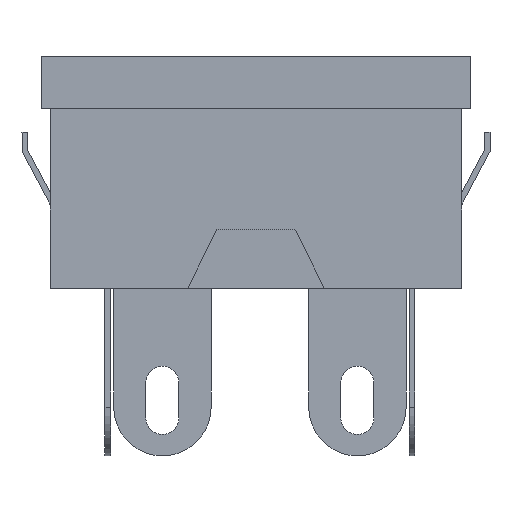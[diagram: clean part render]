
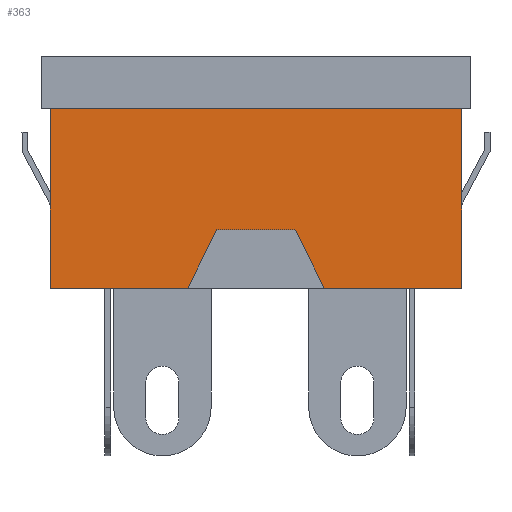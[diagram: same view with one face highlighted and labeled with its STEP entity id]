
A CAD part, front view. The second image highlights one B-rep face of the part: STEP entity #363.
In plain terms, the highlighted planar face has unit normal (0, -1, 0).
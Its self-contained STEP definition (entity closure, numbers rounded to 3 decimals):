
#66 = VERTEX_POINT ( 'NONE', #2592 ) ;
#184 = EDGE_CURVE ( 'NONE', #10136, #1694, #2852, .T. ) ;
#250 = EDGE_CURVE ( 'NONE', #9621, #66, #3008, .T. ) ;
#285 = ORIENTED_EDGE ( 'NONE', *, *, #313, .F. ) ;
#313 = EDGE_CURVE ( 'NONE', #7925, #567, #3094, .T. ) ;
#322 = ORIENTED_EDGE ( 'NONE', *, *, #184, .F. ) ;
#363 = ADVANCED_FACE ( 'NONE', ( #3162 ), #3163, .F. ) ;
#567 = VERTEX_POINT ( 'NONE', #3548 ) ;
#903 = EDGE_CURVE ( 'NONE', #10136, #3966, #4210, .T. ) ;
#923 = ORIENTED_EDGE ( 'NONE', *, *, #4155, .F. ) ;
#1530 = ORIENTED_EDGE ( 'NONE', *, *, #903, .T. ) ;
#1694 = VERTEX_POINT ( 'NONE', #5830 ) ;
#2070 = ORIENTED_EDGE ( 'NONE', *, *, #2100, .F. ) ;
#2100 = EDGE_CURVE ( 'NONE', #1694, #66, #6869, .T. ) ;
#2276 = ORIENTED_EDGE ( 'NONE', *, *, #250, .T. ) ;
#2418 = EDGE_CURVE ( 'NONE', #3848, #567, #9127, .T. ) ;
#2422 = ORIENTED_EDGE ( 'NONE', *, *, #2418, .T. ) ;
#2592 = CARTESIAN_POINT ( 'NONE',  ( -10.55, -12.75, 0. ) ) ;
#2852 = LINE ( 'NONE', #2853, #2854 ) ;
#2853 = CARTESIAN_POINT ( 'NONE',  ( 10.55, -12.75, -9.2 ) ) ;
#2854 = VECTOR ( 'NONE', #2855, 1000. ) ;
#2855 = DIRECTION ( 'NONE',  ( -1., 0., 0. ) ) ;
#3008 = LINE ( 'NONE', #3009, #3010 ) ;
#3009 = CARTESIAN_POINT ( 'NONE',  ( 10.55, -12.75, 0. ) ) ;
#3010 = VECTOR ( 'NONE', #3011, 1000. ) ;
#3011 = DIRECTION ( 'NONE',  ( -1., 0., 0. ) ) ;
#3094 = LINE ( 'NONE', #3095, #3096 ) ;
#3095 = CARTESIAN_POINT ( 'NONE',  ( 10.55, -12.75, -9.2 ) ) ;
#3096 = VECTOR ( 'NONE', #3097, 1000. ) ;
#3097 = DIRECTION ( 'NONE',  ( -1., 0., 0. ) ) ;
#3162 = FACE_OUTER_BOUND ( 'NONE', #8016, .T. ) ;
#3163 = PLANE ( 'NONE',  #3164 ) ;
#3164 = AXIS2_PLACEMENT_3D ( 'NONE', #3167, #3168, #3169 ) ;
#3167 = CARTESIAN_POINT ( 'NONE',  ( 10.55, -12.75, -9.2 ) ) ;
#3168 = DIRECTION ( 'NONE',  ( 0., 1., 0. ) ) ;
#3169 = DIRECTION ( 'NONE',  ( 0., 0., 1. ) ) ;
#3548 = CARTESIAN_POINT ( 'NONE',  ( 3.5, -12.75, -9.2 ) ) ;
#3848 = VERTEX_POINT ( 'NONE', #9724 ) ;
#3966 = VERTEX_POINT ( 'NONE', #9754 ) ;
#4155 = EDGE_CURVE ( 'NONE', #3848, #3966, #9836, .T. ) ;
#4210 = LINE ( 'NONE', #4214, #4215 ) ;
#4214 = CARTESIAN_POINT ( 'NONE',  ( -2., -12.75, -6.2 ) ) ;
#4215 = VECTOR ( 'NONE', #4216, 1000. ) ;
#4216 = DIRECTION ( 'NONE',  ( 0.447, 0., 0.894 ) ) ;
#5830 = CARTESIAN_POINT ( 'NONE',  ( -10.55, -12.75, -9.2 ) ) ;
#6784 = LINE ( 'NONE', #6785, #6786 ) ;
#6785 = CARTESIAN_POINT ( 'NONE',  ( 10.55, -12.75, -9.2 ) ) ;
#6786 = VECTOR ( 'NONE', #6787, 1000. ) ;
#6787 = DIRECTION ( 'NONE',  ( 0., 0., 1. ) ) ;
#6869 = LINE ( 'NONE', #6870, #6871 ) ;
#6870 = CARTESIAN_POINT ( 'NONE',  ( -10.55, -12.75, -9.2 ) ) ;
#6871 = VECTOR ( 'NONE', #6872, 1000. ) ;
#6872 = DIRECTION ( 'NONE',  ( 0., 0., 1. ) ) ;
#6882 = CARTESIAN_POINT ( 'NONE',  ( 10.55, -12.75, -9.2 ) ) ;
#7714 = EDGE_CURVE ( 'NONE', #7925, #9621, #6784, .T. ) ;
#7925 = VERTEX_POINT ( 'NONE', #6882 ) ;
#8016 = EDGE_LOOP ( 'NONE', ( #923, #2422, #285, #9999, #2276, #2070, #322, #1530 ) ) ;
#8119 = CARTESIAN_POINT ( 'NONE',  ( 10.55, -12.75, 0. ) ) ;
#8421 = CARTESIAN_POINT ( 'NONE',  ( -3.5, -12.75, -9.2 ) ) ;
#9127 = LINE ( 'NONE', #9137, #9138 ) ;
#9137 = CARTESIAN_POINT ( 'NONE',  ( 2., -12.75, -6.2 ) ) ;
#9138 = VECTOR ( 'NONE', #9139, 1000. ) ;
#9139 = DIRECTION ( 'NONE',  ( 0.447, 0., -0.894 ) ) ;
#9621 = VERTEX_POINT ( 'NONE', #8119 ) ;
#9724 = CARTESIAN_POINT ( 'NONE',  ( 2., -12.75, -6.2 ) ) ;
#9754 = CARTESIAN_POINT ( 'NONE',  ( -2., -12.75, -6.2 ) ) ;
#9836 = LINE ( 'NONE', #9837, #9838 ) ;
#9837 = CARTESIAN_POINT ( 'NONE',  ( 2., -12.75, -6.2 ) ) ;
#9838 = VECTOR ( 'NONE', #9839, 1000. ) ;
#9839 = DIRECTION ( 'NONE',  ( -1., 0., 0. ) ) ;
#9999 = ORIENTED_EDGE ( 'NONE', *, *, #7714, .T. ) ;
#10136 = VERTEX_POINT ( 'NONE', #8421 ) ;
